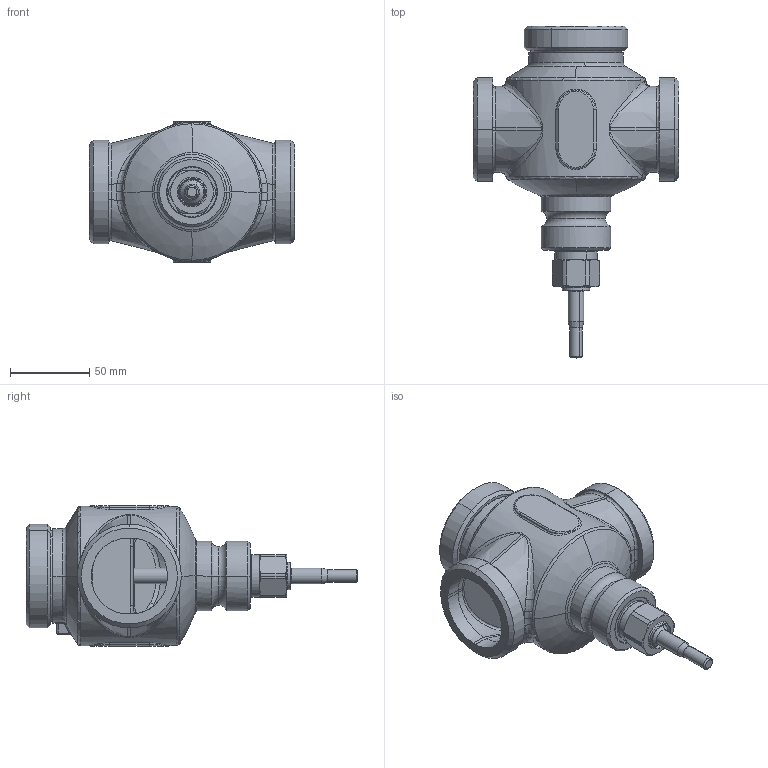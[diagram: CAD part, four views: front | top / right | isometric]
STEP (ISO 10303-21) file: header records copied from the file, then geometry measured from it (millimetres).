
FILE_DESCRIPTION(('CATIA V5 STEP Exchange'),'2;1');
FILE_NAME('VLE132 DN40.stp','2016-09-20T09:15:14+00:00',('none'),('none'),'CATIA Version 5-6 Release 2014 SP4 HF22','CATIA V5 STEP AP203','none');
FILE_SCHEMA(('CONFIG_CONTROL_DESIGN'));
Length unit declared in the file: millimetre
Products named in the file (3): Product1; 953-1009s6; 954-1367s1
Assembly tree (13 placements, depth 3):
  Product1
    953-1009s6
      #65
      #18626
    954-1367s1
      #19008
      #21965  x2
      #22101  x2
      #22538
      #22717
    #22909
    #23476
Bounding box: 130 x 209.96 x 89 mm (x, y, z)
Volume: 296962 mm3; surface area: 112083.3 mm2
Topology: 11 solids, 11 shells, 587 faces, 1336 edges, 790 vertices
Faces by surface type: cylinder 167, bspline 132, torus 103, plane 97, cone 86, sphere 2
Entity records: 24879 total; most frequent: CARTESIAN_POINT 13741, ORIENTED_EDGE 2586, DIRECTION 1616, EDGE_CURVE 1293, AXIS2_PLACEMENT_3D 901, VERTEX_POINT 768, EDGE_LOOP 611, ADVANCED_FACE 567
